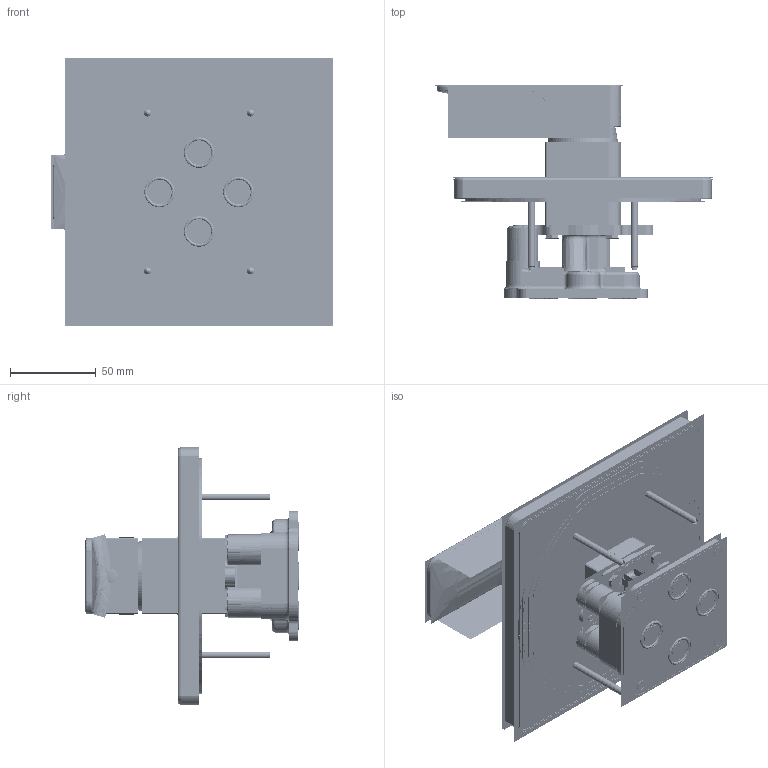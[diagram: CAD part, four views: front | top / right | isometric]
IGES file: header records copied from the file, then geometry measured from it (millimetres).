
Start section:  PTC IGES file: FFAS1322-708500BF0.igs
Global section: file name: FFAS1322-708500BF0.igs; native system: Creo Parametric by PTC Inc.; preprocessor: 2015200; author: 10114211; organization: Unknown; date: 20180813.103820; units: millimetre
Bounding box: 164.1 x 124.3 x 156 mm (x, y, z)
Volume: 317082.3 mm3; surface area: 1838083.4 mm2
Topology: 46 solids, 73 shells, 5990 faces, 30540 edges, 38633 vertices
Faces by surface type: bspline 3510, revolution 2480
